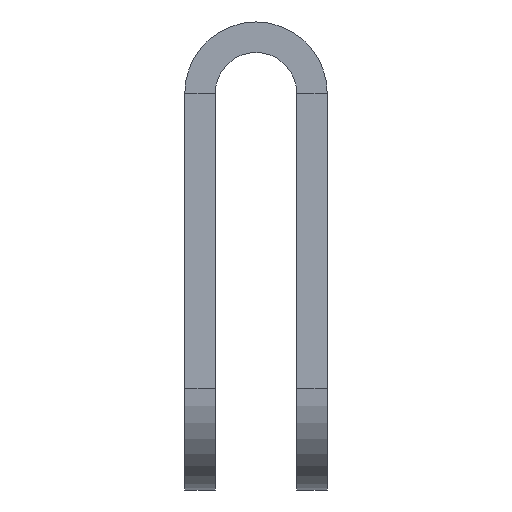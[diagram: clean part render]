
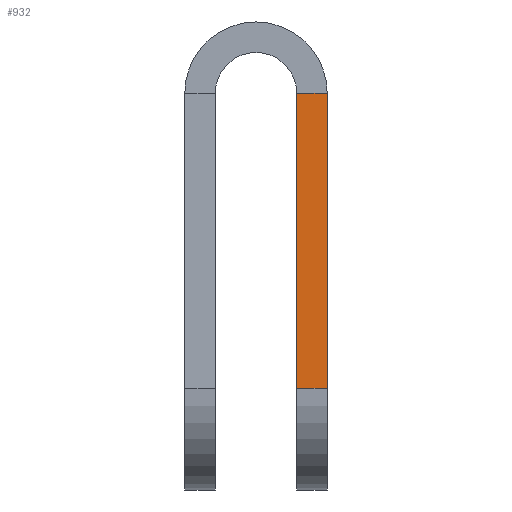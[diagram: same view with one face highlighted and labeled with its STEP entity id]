
A CAD part, left-side view. The second image highlights one B-rep face of the part: STEP entity #932.
In plain terms, the highlighted planar face has unit normal (-1, 0, 0).
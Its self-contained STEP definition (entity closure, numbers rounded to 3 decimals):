
#56 = DIRECTION ( 'NONE',  ( 0., 1., 0. ) ) ;
#79 = DIRECTION ( 'NONE',  ( 0., 0., -1. ) ) ;
#85 = VECTOR ( 'NONE', #295, 1000. ) ;
#126 = LINE ( 'NONE', #883, #744 ) ;
#194 = ORIENTED_EDGE ( 'NONE', *, *, #1434, .F. ) ;
#214 = VERTEX_POINT ( 'NONE', #1494 ) ;
#254 = DIRECTION ( 'NONE',  ( 0., 0., -1. ) ) ;
#268 = CARTESIAN_POINT ( 'NONE',  ( -27., -2., 0. ) ) ;
#295 = DIRECTION ( 'NONE',  ( 0., 0., -1. ) ) ;
#321 = VERTEX_POINT ( 'NONE', #375 ) ;
#324 = VERTEX_POINT ( 'NONE', #394 ) ;
#337 = DIRECTION ( 'NONE',  ( 0., 1., 0. ) ) ;
#375 = CARTESIAN_POINT ( 'NONE',  ( -27., -3.5, 0. ) ) ;
#394 = CARTESIAN_POINT ( 'NONE',  ( -27., -3.5, -14.5 ) ) ;
#413 = LINE ( 'NONE', #1291, #85 ) ;
#428 = LINE ( 'NONE', #1165, #994 ) ;
#476 = EDGE_LOOP ( 'NONE', ( #1258, #194, #666, #785 ) ) ;
#488 = FACE_OUTER_BOUND ( 'NONE', #476, .T. ) ;
#588 = CARTESIAN_POINT ( 'NONE',  ( -27., -2., -14.5 ) ) ;
#666 = ORIENTED_EDGE ( 'NONE', *, *, #1374, .T. ) ;
#687 = DIRECTION ( 'NONE',  ( 1., 0., 0. ) ) ;
#719 = VERTEX_POINT ( 'NONE', #268 ) ;
#731 = EDGE_CURVE ( 'NONE', #719, #214, #126, .T. ) ;
#744 = VECTOR ( 'NONE', #254, 1000. ) ;
#785 = ORIENTED_EDGE ( 'NONE', *, *, #731, .T. ) ;
#883 = CARTESIAN_POINT ( 'NONE',  ( -27., -2., 0. ) ) ;
#901 = LINE ( 'NONE', #588, #1443 ) ;
#932 = ADVANCED_FACE ( 'NONE', ( #488 ), #1423, .F. ) ;
#994 = VECTOR ( 'NONE', #56, 1000. ) ;
#1122 = EDGE_CURVE ( 'NONE', #324, #214, #901, .T. ) ;
#1128 = AXIS2_PLACEMENT_3D ( 'NONE', #1308, #687, #79 ) ;
#1165 = CARTESIAN_POINT ( 'NONE',  ( -27., -2., 0. ) ) ;
#1258 = ORIENTED_EDGE ( 'NONE', *, *, #1122, .F. ) ;
#1291 = CARTESIAN_POINT ( 'NONE',  ( -27., -3.5, 0. ) ) ;
#1308 = CARTESIAN_POINT ( 'NONE',  ( -27., -2., 0. ) ) ;
#1374 = EDGE_CURVE ( 'NONE', #321, #719, #428, .T. ) ;
#1423 = PLANE ( 'NONE',  #1128 ) ;
#1434 = EDGE_CURVE ( 'NONE', #321, #324, #413, .T. ) ;
#1443 = VECTOR ( 'NONE', #337, 1000. ) ;
#1494 = CARTESIAN_POINT ( 'NONE',  ( -27., -2., -14.5 ) ) ;
